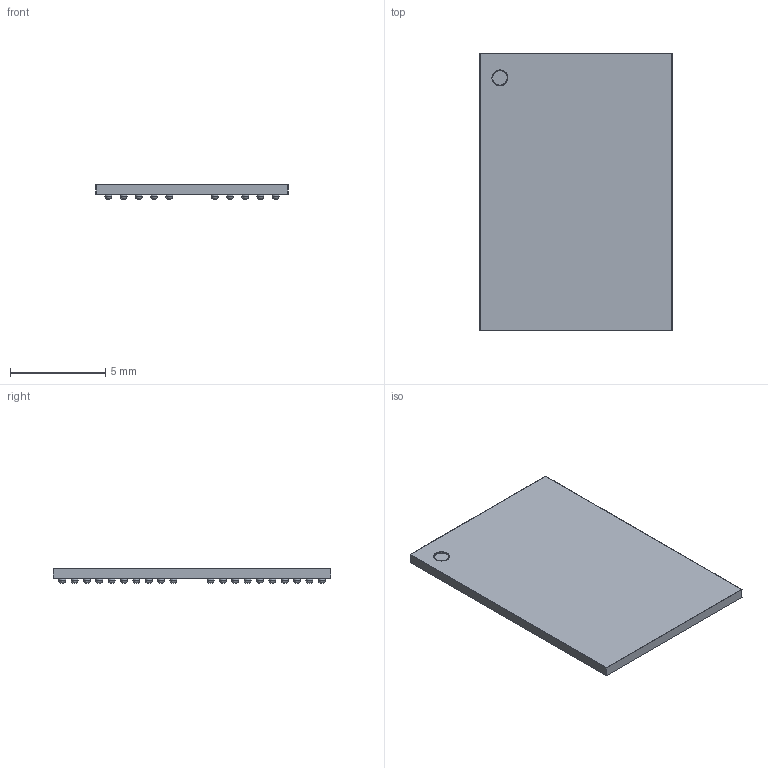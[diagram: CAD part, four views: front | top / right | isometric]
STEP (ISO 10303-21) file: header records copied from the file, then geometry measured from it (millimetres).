
FILE_DESCRIPTION (( 'STEP AP214' ), '1' );
FILE_NAME ('User Library-IS46LQ32128A-062BLA.STEP', '2023-02-14T13:24:31', ( '' ), ( '' ), 'SwSTEP 2.0', 'SolidWorks 2022', '' );
FILE_SCHEMA (( 'AUTOMOTIVE_DESIGN' ));
Length unit declared in the file: millimetre
Products named in the file (202): Part_147_188; Part_147_174; Part_147_49; Part_147_53; Part_147_111; Part_147_163; Part_147_121; Part_147_91; Part_147_82; Part_147_21; Part_147_70; Part_147_18; Part_147_120; Part_147_201; Part_147_62; Part_147_164; Part_147_112; Part_147_113; Part_147_153; Part_147_32; Part_147_66; Part_147_63; Part_147_119; Part_147_84; Part_147_47; Part_147_97; Part_147_110; Part_147_78; Part_147_178; Part_147_138; Part_147_170; Part_147_30; Part_147_94; Part_147_191; Part_147_50; Part_147_6; Part_147_115; Part_147_129; Part_147_95; Part_147_68 ...
Assembly tree (201 placements, depth 2):
  User Library-IS46LQ32128A-062BLA
    Part_147
    Part_147_2
    Part_147_3
    Part_147_4
    Part_147_5
    Part_147_6
    Part_147_7
    Part_147_8
    Part_147_9
    Part_147_10
    Part_147_11
    Part_147_12
    Part_147_13
    Part_147_14
    Part_147_15
    Part_147_16
    Part_147_17
    Part_147_18
    Part_147_19
    Part_147_20
    Part_147_21
    Part_147_22
    Part_147_23
    Part_147_24
    Part_147_25
    Part_147_26
    Part_147_27
    Part_147_28
    Part_147_29
    Part_147_30
    Part_147_31
    Part_147_32
    Part_147_33
    Part_147_34
    Part_147_35
    Part_147_36
    Part_147_37
    Part_147_38
    Part_147_39
    Part_147_40
    Part_147_41
    Part_147_42
    Part_147_43
    Part_147_44
    Part_147_45
    Part_147_46
    Part_147_47
    Part_147_48
    Part_147_49
    Part_147_50
    Part_147_51
    Part_147_52
    Part_147_53
    Part_147_54
    Part_147_55
    Part_147_56
    Part_147_57
    Part_147_58
    Part_147_59
Bounding box: 10.1 x 14.6 x 0.8 mm (x, y, z)
Volume: 82 mm3; surface area: 406.5 mm2
Topology: 201 solids, 201 shells, 425 faces, 1254 edges, 428 vertices
Faces by surface type: bspline 416, plane 7, cylinder 2
Entity records: 28002 total; most frequent: CARTESIAN_POINT 9045, DIRECTION 1264, UNCERTAINTY_MEASURE_WITH_UNIT 1029, ORIENTED_EDGE 900, COLOUR_RGB 827, SURFACE_STYLE_FILL_AREA 827, FILL_AREA_STYLE_COLOUR 827, MECHANICAL_DESIGN_GEOMETRIC_PRESENTATION_REPRESENTATION 827
